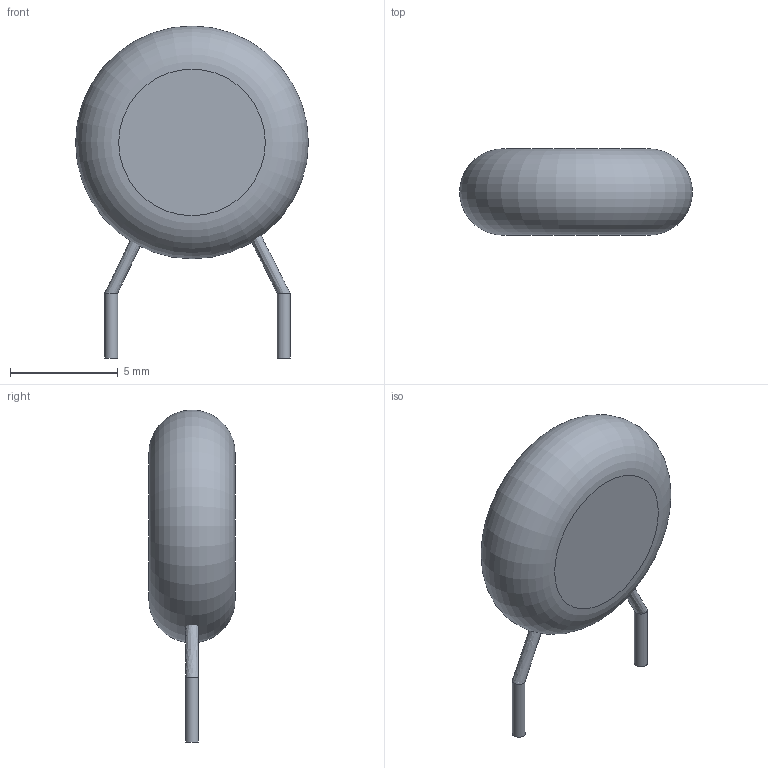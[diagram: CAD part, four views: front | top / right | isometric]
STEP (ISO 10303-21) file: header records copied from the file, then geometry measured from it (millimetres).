
FILE_DESCRIPTION(/* description */ (''),/* implementation_level */ '2;1');
FILE_NAME(/* name */ 'MOV_D10_P8mm.step',/* time_stamp */ '2024-11-21T12:21:31+06:00',/* author */ (''),/* organization */ (''),/* preprocessor_version */ 'ST-DEVELOPER v20',/* originating_system */ 'Autodesk Translation Framework v13.20.0.188',/* authorisation */ '');
FILE_SCHEMA (('AUTOMOTIVE_DESIGN { 1 0 10303 214 3 1 1 }'));
Length unit declared in the file: millimetre
Products named in the file (1): (Unsaved)
Bounding box: 10.8 x 4 x 15.4 mm (x, y, z)
Volume: 316.7 mm3; surface area: 284.8 mm2
Topology: 5 solids, 5 shells, 15 faces, 15 edges, 10 vertices
Faces by surface type: plane 10, cylinder 2, bspline 2, torus 1
Full cylindrical faces by diameter (mm): 0.6 x2
Entity records: 354 total; most frequent: CARTESIAN_POINT 77, DIRECTION 52, ORIENTED_EDGE 30, AXIS2_PLACEMENT_3D 25, FACE_OUTER_BOUND 15, EDGE_LOOP 15, EDGE_CURVE 15, ADVANCED_FACE 15
